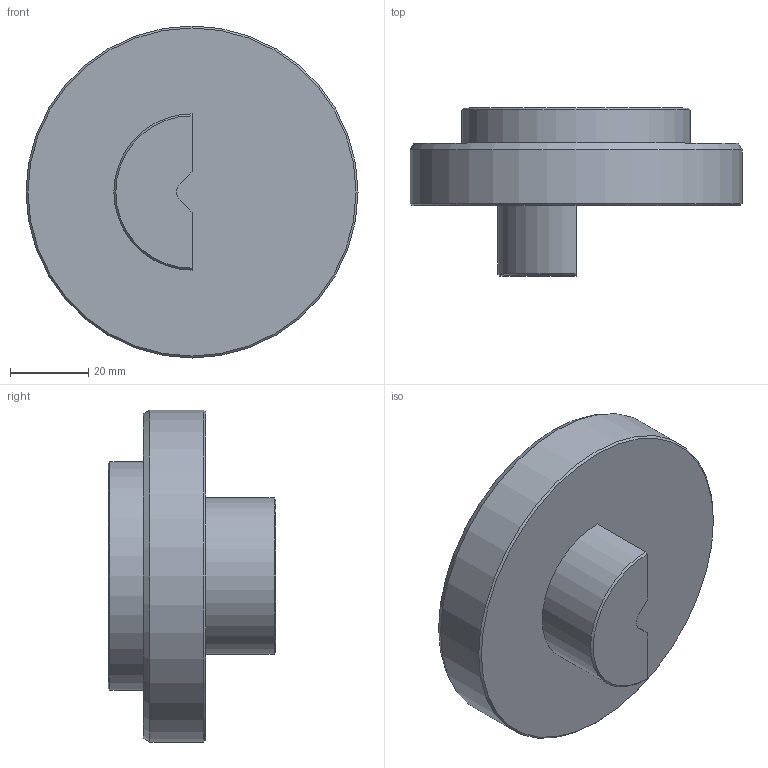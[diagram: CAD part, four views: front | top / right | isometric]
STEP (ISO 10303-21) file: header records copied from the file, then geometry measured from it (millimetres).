
FILE_DESCRIPTION (( 'STEP AP214' ), '1' );
FILE_NAME ('12121146_defeature.STEP', '2021-04-09T09:48:54', ( '' ), ( '' ), 'SwSTEP 2.0', 'SolidWorks 2020', '' );
FILE_SCHEMA (( 'AUTOMOTIVE_DESIGN' ));
Length unit declared in the file: millimetre
Products named in the file (1): 12121146_defeature
Bounding box: 85 x 43 x 85 mm (x, y, z)
Volume: 125555 mm3; surface area: 18830.2 mm2
Topology: 1 solids, 1 shells, 16 faces, 35 edges, 23 vertices
Faces by surface type: plane 8, cylinder 4, cone 4
Full cylindrical faces by diameter (mm): 58.5 x1, 85 x1
Entity records: 434 total; most frequent: DIRECTION 74, CARTESIAN_POINT 66, ORIENTED_EDGE 56, AXIS2_PLACEMENT_3D 29, EDGE_CURVE 28, EDGE_LOOP 23, VERTEX_POINT 21, FACE_OUTER_BOUND 18
